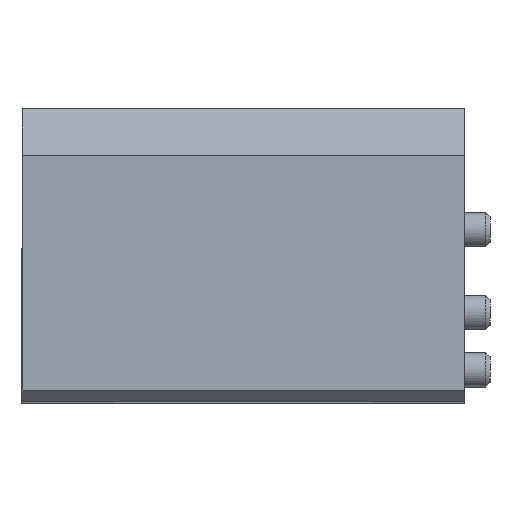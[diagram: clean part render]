
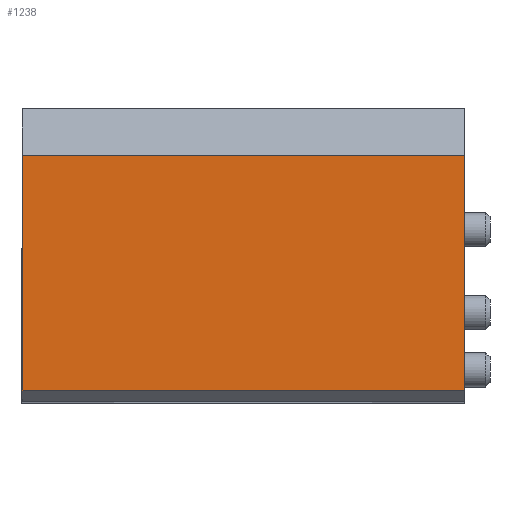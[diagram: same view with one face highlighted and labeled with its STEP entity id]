
A CAD part, top view. The second image highlights one B-rep face of the part: STEP entity #1238.
In plain terms, the highlighted planar face has unit normal (0, 0, 1).
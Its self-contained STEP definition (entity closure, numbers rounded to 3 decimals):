
#158=FACE_OUTER_BOUND('',#235,.T.);
#235=EDGE_LOOP('',(#1025,#1026,#1027,#1028,#1029));
#325=LINE('',#2059,#441);
#341=LINE('',#2118,#457);
#343=LINE('',#2204,#459);
#344=LINE('',#2206,#460);
#345=LINE('',#2207,#461);
#441=VECTOR('',#1579,10.);
#457=VECTOR('',#1613,10.);
#459=VECTOR('',#1623,10.);
#460=VECTOR('',#1624,10.);
#461=VECTOR('',#1625,10.);
#564=VERTEX_POINT('',#2056);
#565=VERTEX_POINT('',#2058);
#580=VERTEX_POINT('',#2115);
#581=VERTEX_POINT('',#2117);
#586=VERTEX_POINT('',#2205);
#715=EDGE_CURVE('',#564,#565,#325,.T.);
#738=EDGE_CURVE('',#580,#581,#341,.T.);
#744=EDGE_CURVE('',#580,#565,#343,.T.);
#745=EDGE_CURVE('',#564,#586,#344,.T.);
#746=EDGE_CURVE('',#581,#586,#345,.T.);
#1025=ORIENTED_EDGE('',*,*,#738,.F.);
#1026=ORIENTED_EDGE('',*,*,#744,.T.);
#1027=ORIENTED_EDGE('',*,*,#715,.F.);
#1028=ORIENTED_EDGE('',*,*,#745,.T.);
#1029=ORIENTED_EDGE('',*,*,#746,.F.);
#1176=PLANE('',#1345);
#1238=ADVANCED_FACE('',(#158),#1176,.T.);
#1345=AXIS2_PLACEMENT_3D('',#2203,#1621,#1622);
#1579=DIRECTION('',(0.,-1.,0.));
#1613=DIRECTION('',(0.,1.,0.));
#1621=DIRECTION('center_axis',(0.,0.,1.));
#1622=DIRECTION('ref_axis',(1.,0.,0.));
#1623=DIRECTION('',(1.,0.,0.));
#1624=DIRECTION('',(-1.,0.,0.));
#1625=DIRECTION('',(0.,1.,0.));
#2056=CARTESIAN_POINT('',(12.87,14.305,33.678));
#2058=CARTESIAN_POINT('',(12.87,0.613,33.678));
#2059=CARTESIAN_POINT('',(12.87,17.044,33.678));
#2115=CARTESIAN_POINT('',(-12.87,0.613,33.678));
#2117=CARTESIAN_POINT('',(-12.869,4.,33.678));
#2118=CARTESIAN_POINT('',(-12.87,0.,33.678));
#2203=CARTESIAN_POINT('Origin',(0.67,8.522,33.678));
#2204=CARTESIAN_POINT('',(12.87,0.613,33.678));
#2205=CARTESIAN_POINT('',(-12.869,14.305,33.678));
#2206=CARTESIAN_POINT('',(12.87,14.305,33.678));
#2207=CARTESIAN_POINT('',(-12.869,17.044,33.678));
